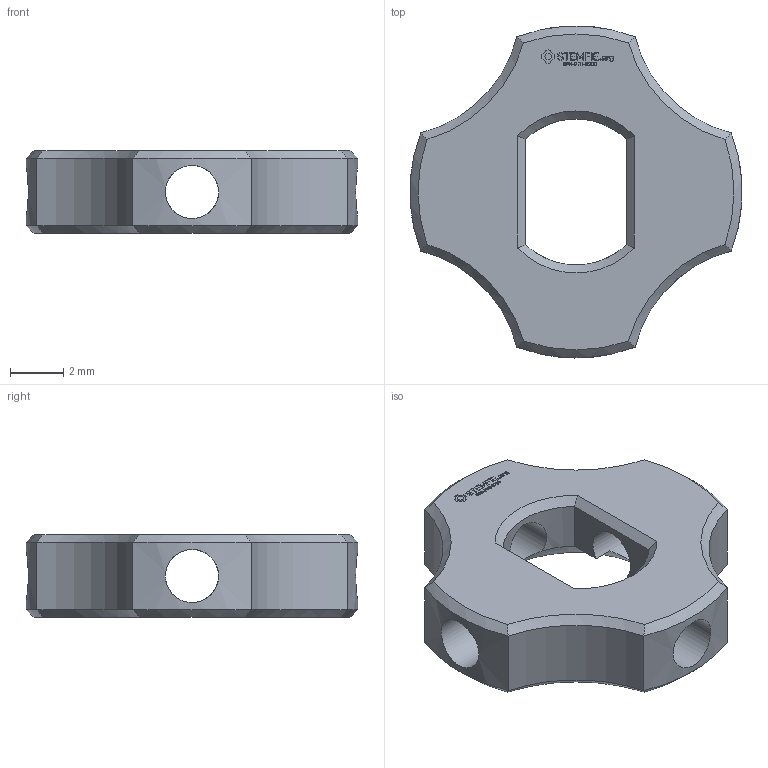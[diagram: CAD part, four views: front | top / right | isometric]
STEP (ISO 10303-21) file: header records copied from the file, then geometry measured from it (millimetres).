
FILE_DESCRIPTION(('FreeCAD Model'),'2;1');
FILE_NAME('Open CASCADE Shape Model','2024-02-17T23:39:54',(''),(''), 'Open CASCADE STEP processor 7.6','FreeCAD','Unknown');
FILE_SCHEMA(('AUTOMOTIVE_DESIGN { 1 0 10303 214 1 1 1 1 }'));
Length unit declared in the file: millimetre
Products named in the file (1): Power-Transmission Hub PLN IDX FXD TTMotor BU00.25 - SPN-PTH-0200 
(stemfie.org)
Bounding box: 12.5 x 12.5 x 3.12 mm (x, y, z)
Volume: 203.1 mm3; surface area: 388.6 mm2
Topology: 1 solids, 1 shells, 497 faces, 1379 edges, 912 vertices
Faces by surface type: plane 312, extrusion 152, cone 19, cylinder 14
Full cylindrical faces by diameter (mm): 2 x4
Entity records: 36328 total; most frequent: CARTESIAN_POINT 9713, DIRECTION 4356, VECTOR 3500, LINE 3348, ORIENTED_EDGE 2758, PCURVE 2758, DEFINITIONAL_REPRESENTATION 2758, EDGE_CURVE 1379
